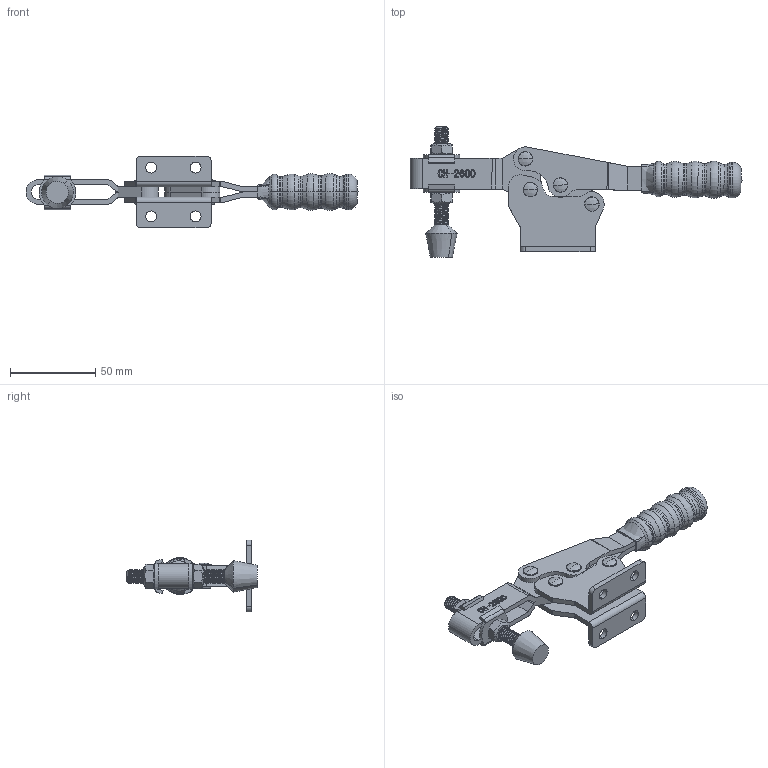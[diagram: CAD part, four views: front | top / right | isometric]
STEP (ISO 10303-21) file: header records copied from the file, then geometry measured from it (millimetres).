
FILE_DESCRIPTION (( 'STEP AP203' ), '1' );
FILE_NAME ('CH-2600.STEP', '2010-06-04T02:47:49', ( '·L?¥Î?' ), ( '·L?¤¤?' ), 'SwSTEP 2.0', 'SolidWorks 2005179', '' );
FILE_SCHEMA (( 'CONFIG_CONTROL_DESIGN' ));
Length unit declared in the file: millimetre
Products named in the file (10): CH-2600-04_??; CH-2600-02_??; CH-2600; CH-FC-56300_??; CH-FC-56300-02_??; CH-2600-03_??; CH-2600-01_??; CH-2600-06_??; FW516_??; CH-2600-07_??
Assembly tree (14 placements, depth 2):
  CH-2600
    CH-FC-56300-02_??  x2
    CH-2600-02_??
    CH-2600-01_??
    CH-2600-03_??
    CH-2600-04_??
    CH-2600-06_??  x4
    CH-2600-07_??
    FW516_??  x2
    CH-FC-56300_??
Bounding box: 194.41 x 76.52 x 42 mm (x, y, z)
Volume: 60340 mm3; surface area: 44821.2 mm2
Topology: 17 solids, 17 shells, 836 faces, 2192 edges, 1413 vertices
Faces by surface type: plane 256, cylinder 250, bspline 200, torus 68, cone 54, sphere 8
Entity records: 47122 total; most frequent: CARTESIAN_POINT 29766, ORIENTED_EDGE 3812, DIRECTION 2686, EDGE_CURVE 1906, VERTEX_POINT 1245, VECTOR 938, LINE 938, AXIS2_PLACEMENT_3D 874
